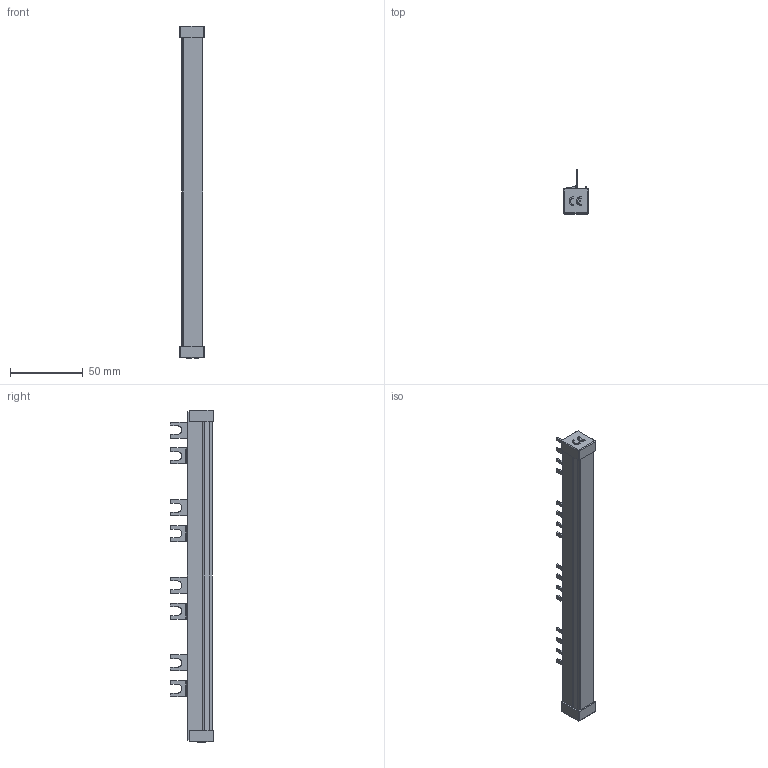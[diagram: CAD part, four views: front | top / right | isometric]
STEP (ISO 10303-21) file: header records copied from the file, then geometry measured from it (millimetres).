
FILE_DESCRIPTION(/* description */ (''),/* implementation_level */ '2;1');
FILE_NAME(/* name */ 'STP-792-568-00.stp',/* time_stamp */ '2018-10-23T11:02:05+02:00',/* author */ ('A.Robertus'),/* organization */ ('FTG Friedrich Goehringer Elektrotechnik GmbH'),/* preprocessor_version */ 'ST-DEVELOPER v16.1',/* originating_system */ 'Autodesk Inventor 2016',/* authorisation */ '');
FILE_SCHEMA (('AUTOMOTIVE_DESIGN { 1 0 10303 214 3 1 1 }'));
Length unit declared in the file: millimetre
Products named in the file (1): 792-568-00
Bounding box: 16.8 x 30.2 x 228.5 mm (x, y, z)
Volume: 52587 mm3; surface area: 18262.4 mm2
Topology: 1 solids, 1 shells, 213 faces, 581 edges, 378 vertices
Faces by surface type: plane 126, cylinder 83, sphere 4
Entity records: 6955 total; most frequent: DIRECTION 1171, CARTESIAN_POINT 1169, ORIENTED_EDGE 1154, EDGE_CURVE 577, LINE 411, VECTOR 411, AXIS2_PLACEMENT_3D 380, VERTEX_POINT 378
